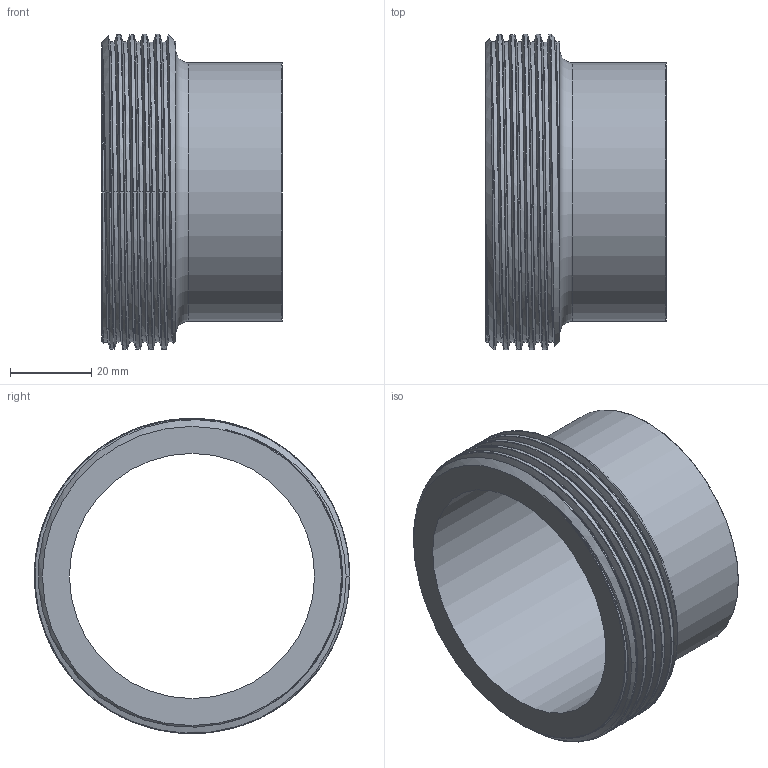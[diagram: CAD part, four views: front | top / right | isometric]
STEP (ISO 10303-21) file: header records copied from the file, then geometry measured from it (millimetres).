
FILE_DESCRIPTION(/* description */ (''),/* implementation_level */ '2;1');
FILE_NAME(/* name */ 'L15AJP-2.5.stp',/* time_stamp */ '2024-03-26T13:43:38-04:00',/* author */ ('brad'),/* organization */ (''),/* preprocessor_version */ 'ST-DEVELOPER v20',/* originating_system */ 'Autodesk Inventor 2024',/* authorisation */ '');
FILE_SCHEMA (('AUTOMOTIVE_DESIGN { 1 0 10303 214 3 1 1 }'));
Length unit declared in the file: inch
Products named in the file (1): L15AJP-2.5
Bounding box: 44.45 x 77.42 x 77.42 mm (x, y, z)
Volume: 38244 mm3; surface area: 23951.8 mm2
Topology: 1 solids, 1 shells, 30 faces, 79 edges, 52 vertices
Faces by surface type: cylinder 15, bspline 6, cone 3, torus 3, plane 3
Full cylindrical faces by diameter (mm): 60.198 x1, 63.5 x1, 73.736 x5, 77.419 x4
Entity records: 8200 total; most frequent: CARTESIAN_POINT 7487, ORIENTED_EDGE 158, DIRECTION 108, EDGE_CURVE 79, VERTEX_POINT 52, AXIS2_PLACEMENT_3D 46, B_SPLINE_CURVE_WITH_KNOTS 42, EDGE_LOOP 33
